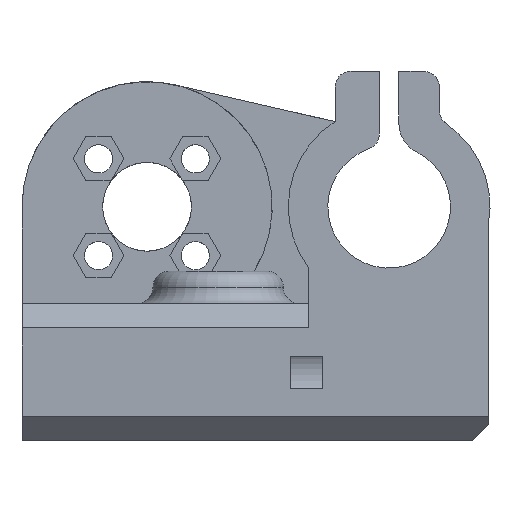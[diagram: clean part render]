
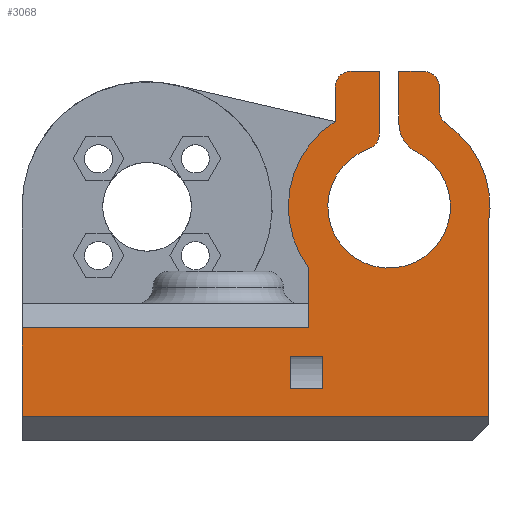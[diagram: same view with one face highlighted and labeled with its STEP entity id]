
A CAD part, front view. The second image highlights one B-rep face of the part: STEP entity #3068.
In plain terms, the highlighted planar face has unit normal (0, -1, 0).
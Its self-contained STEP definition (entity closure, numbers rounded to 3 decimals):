
#42=FACE_BOUND('',#363,.T.);
#81=PLANE('',#3250);
#203=FACE_OUTER_BOUND('',#362,.T.);
#362=EDGE_LOOP('',(#2122,#2123,#2124,#2125,#2126,#2127,#2128,#2129,#2130,
#2131,#2132,#2133,#2134,#2135,#2136,#2137,#2138,#2139,#2140));
#363=EDGE_LOOP('',(#2141,#2142,#2143,#2144));
#562=LINE('',#4389,#908);
#563=LINE('',#4392,#909);
#564=LINE('',#4398,#910);
#565=LINE('',#4402,#911);
#566=LINE('',#4404,#912);
#567=LINE('',#4412,#913);
#568=LINE('',#4414,#914);
#569=LINE('',#4418,#915);
#570=LINE('',#4422,#916);
#571=LINE('',#4424,#917);
#572=LINE('',#4425,#918);
#573=LINE('',#4428,#919);
#574=LINE('',#4430,#920);
#575=LINE('',#4432,#921);
#576=LINE('',#4433,#922);
#908=VECTOR('',#3521,10.);
#909=VECTOR('',#3524,1000.);
#910=VECTOR('',#3529,10.);
#911=VECTOR('',#3532,10.);
#912=VECTOR('',#3533,1000.);
#913=VECTOR('',#3540,1000.);
#914=VECTOR('',#3541,10.);
#915=VECTOR('',#3544,10.);
#916=VECTOR('',#3547,1000.);
#917=VECTOR('',#3548,10.);
#918=VECTOR('',#3549,10.);
#919=VECTOR('',#3550,10.);
#920=VECTOR('',#3551,10.);
#921=VECTOR('',#3552,10.);
#922=VECTOR('',#3553,10.);
#1252=CIRCLE('',#3251,12.5);
#1253=CIRCLE('',#3252,2.);
#1254=CIRCLE('',#3253,2.);
#1255=CIRCLE('',#3254,4.);
#1256=CIRCLE('',#3255,7.6);
#1257=CIRCLE('',#3256,2.);
#1258=CIRCLE('',#3257,2.);
#1259=CIRCLE('',#3258,12.5);
#1346=VERTEX_POINT('',#4380);
#1350=VERTEX_POINT('',#4387);
#1351=VERTEX_POINT('',#4391);
#1352=VERTEX_POINT('',#4393);
#1353=VERTEX_POINT('',#4395);
#1354=VERTEX_POINT('',#4397);
#1355=VERTEX_POINT('',#4399);
#1356=VERTEX_POINT('',#4401);
#1357=VERTEX_POINT('',#4403);
#1358=VERTEX_POINT('',#4405);
#1359=VERTEX_POINT('',#4407);
#1360=VERTEX_POINT('',#4409);
#1361=VERTEX_POINT('',#4411);
#1362=VERTEX_POINT('',#4413);
#1363=VERTEX_POINT('',#4415);
#1364=VERTEX_POINT('',#4417);
#1365=VERTEX_POINT('',#4419);
#1366=VERTEX_POINT('',#4421);
#1367=VERTEX_POINT('',#4423);
#1368=VERTEX_POINT('',#4426);
#1369=VERTEX_POINT('',#4427);
#1370=VERTEX_POINT('',#4429);
#1371=VERTEX_POINT('',#4431);
#1659=EDGE_CURVE('',#1350,#1346,#562,.T.);
#1660=EDGE_CURVE('',#1350,#1351,#563,.T.);
#1661=EDGE_CURVE('',#1351,#1352,#1252,.T.);
#1662=EDGE_CURVE('',#1353,#1352,#1253,.T.);
#1663=EDGE_CURVE('',#1353,#1354,#564,.T.);
#1664=EDGE_CURVE('',#1355,#1354,#1254,.T.);
#1665=EDGE_CURVE('',#1355,#1356,#565,.T.);
#1666=EDGE_CURVE('',#1357,#1356,#566,.T.);
#1667=EDGE_CURVE('',#1358,#1357,#1255,.T.);
#1668=EDGE_CURVE('',#1359,#1358,#1256,.T.);
#1669=EDGE_CURVE('',#1360,#1359,#1257,.T.);
#1670=EDGE_CURVE('',#1361,#1360,#567,.T.);
#1671=EDGE_CURVE('',#1361,#1362,#568,.T.);
#1672=EDGE_CURVE('',#1363,#1362,#1258,.T.);
#1673=EDGE_CURVE('',#1363,#1364,#569,.T.);
#1674=EDGE_CURVE('',#1364,#1365,#1259,.T.);
#1675=EDGE_CURVE('',#1366,#1365,#570,.T.);
#1676=EDGE_CURVE('',#1367,#1366,#571,.T.);
#1677=EDGE_CURVE('',#1367,#1346,#572,.T.);
#1678=EDGE_CURVE('',#1368,#1369,#573,.T.);
#1679=EDGE_CURVE('',#1369,#1370,#574,.T.);
#1680=EDGE_CURVE('',#1370,#1371,#575,.T.);
#1681=EDGE_CURVE('',#1371,#1368,#576,.T.);
#2122=ORIENTED_EDGE('',*,*,#1659,.F.);
#2123=ORIENTED_EDGE('',*,*,#1660,.T.);
#2124=ORIENTED_EDGE('',*,*,#1661,.T.);
#2125=ORIENTED_EDGE('',*,*,#1662,.F.);
#2126=ORIENTED_EDGE('',*,*,#1663,.T.);
#2127=ORIENTED_EDGE('',*,*,#1664,.F.);
#2128=ORIENTED_EDGE('',*,*,#1665,.T.);
#2129=ORIENTED_EDGE('',*,*,#1666,.F.);
#2130=ORIENTED_EDGE('',*,*,#1667,.F.);
#2131=ORIENTED_EDGE('',*,*,#1668,.F.);
#2132=ORIENTED_EDGE('',*,*,#1669,.F.);
#2133=ORIENTED_EDGE('',*,*,#1670,.F.);
#2134=ORIENTED_EDGE('',*,*,#1671,.T.);
#2135=ORIENTED_EDGE('',*,*,#1672,.F.);
#2136=ORIENTED_EDGE('',*,*,#1673,.T.);
#2137=ORIENTED_EDGE('',*,*,#1674,.T.);
#2138=ORIENTED_EDGE('',*,*,#1675,.F.);
#2139=ORIENTED_EDGE('',*,*,#1676,.F.);
#2140=ORIENTED_EDGE('',*,*,#1677,.T.);
#2141=ORIENTED_EDGE('',*,*,#1678,.T.);
#2142=ORIENTED_EDGE('',*,*,#1679,.T.);
#2143=ORIENTED_EDGE('',*,*,#1680,.T.);
#2144=ORIENTED_EDGE('',*,*,#1681,.T.);
#3068=ADVANCED_FACE('',(#203,#42),#81,.F.);
#3250=AXIS2_PLACEMENT_3D('',#4390,#3522,#3523);
#3251=AXIS2_PLACEMENT_3D('',#4394,#3525,#3526);
#3252=AXIS2_PLACEMENT_3D('',#4396,#3527,#3528);
#3253=AXIS2_PLACEMENT_3D('',#4400,#3530,#3531);
#3254=AXIS2_PLACEMENT_3D('',#4406,#3534,#3535);
#3255=AXIS2_PLACEMENT_3D('',#4408,#3536,#3537);
#3256=AXIS2_PLACEMENT_3D('',#4410,#3538,#3539);
#3257=AXIS2_PLACEMENT_3D('',#4416,#3542,#3543);
#3258=AXIS2_PLACEMENT_3D('',#4420,#3545,#3546);
#3521=DIRECTION('',(-1.,0.,0.));
#3522=DIRECTION('center_axis',(0.,1.,0.));
#3523=DIRECTION('ref_axis',(1.,0.,0.));
#3524=DIRECTION('',(0.,0.,1.));
#3525=DIRECTION('center_axis',(0.,-1.,0.));
#3526=DIRECTION('ref_axis',(0.,0.,1.));
#3527=DIRECTION('center_axis',(0.,-1.,0.));
#3528=DIRECTION('ref_axis',(-0.885,0.,-0.466));
#3529=DIRECTION('',(0.,0.,1.));
#3530=DIRECTION('center_axis',(0.,1.,0.));
#3531=DIRECTION('ref_axis',(0.707,0.,0.707));
#3532=DIRECTION('',(-1.,0.,0.));
#3533=DIRECTION('',(0.,0.,1.));
#3534=DIRECTION('center_axis',(0.,1.,0.));
#3535=DIRECTION('ref_axis',(-0.851,0.,-0.525));
#3536=DIRECTION('center_axis',(0.,-1.,0.));
#3537=DIRECTION('ref_axis',(0.,0.,1.));
#3538=DIRECTION('center_axis',(0.,1.,0.));
#3539=DIRECTION('ref_axis',(0.817,0.,-0.577));
#3540=DIRECTION('',(0.,0.,-1.));
#3541=DIRECTION('',(-1.,0.,0.));
#3542=DIRECTION('center_axis',(0.,1.,0.));
#3543=DIRECTION('ref_axis',(-0.707,0.,0.707));
#3544=DIRECTION('',(0.,0.,-1.));
#3545=DIRECTION('center_axis',(0.,-1.,0.));
#3546=DIRECTION('ref_axis',(0.,0.,1.));
#3547=DIRECTION('',(0.,0.,1.));
#3548=DIRECTION('',(1.,0.,0.));
#3549=DIRECTION('',(0.,0.,-1.));
#3550=DIRECTION('',(0.,0.,1.));
#3551=DIRECTION('',(1.,0.,0.));
#3552=DIRECTION('',(0.,0.,-1.));
#3553=DIRECTION('',(-1.,0.,0.));
#4380=CARTESIAN_POINT('',(49.7,-27.,3.));
#4387=CARTESIAN_POINT('',(107.5,-27.,3.));
#4389=CARTESIAN_POINT('',(97.35,-27.,3.));
#4390=CARTESIAN_POINT('Origin',(86.7,-27.,0.));
#4391=CARTESIAN_POINT('',(107.5,-27.,26.773));
#4392=CARTESIAN_POINT('',(107.5,-27.,0.));
#4393=CARTESIAN_POINT('',(102.281,-27.,39.301));
#4394=CARTESIAN_POINT('Origin',(95.2,-27.,29.));
#4395=CARTESIAN_POINT('',(101.414,-27.,40.949));
#4396=CARTESIAN_POINT('Origin',(103.414,-27.,40.949));
#4397=CARTESIAN_POINT('',(101.414,-27.,43.808));
#4398=CARTESIAN_POINT('',(101.414,-27.,50.909));
#4399=CARTESIAN_POINT('',(99.414,-27.,45.808));
#4400=CARTESIAN_POINT('Origin',(99.414,-27.,43.808));
#4401=CARTESIAN_POINT('',(96.403,-27.,45.808));
#4402=CARTESIAN_POINT('',(87.599,-27.,45.808));
#4403=CARTESIAN_POINT('',(96.403,-27.,39.368));
#4404=CARTESIAN_POINT('',(96.403,-27.,0.));
#4405=CARTESIAN_POINT('',(98.609,-27.,35.793));
#4406=CARTESIAN_POINT('Origin',(100.403,-27.,39.368));
#4407=CARTESIAN_POINT('',(92.665,-27.,36.165));
#4408=CARTESIAN_POINT('Origin',(95.2,-27.,29.));
#4409=CARTESIAN_POINT('',(93.997,-27.,38.05));
#4410=CARTESIAN_POINT('Origin',(91.997,-27.,38.05));
#4411=CARTESIAN_POINT('',(93.997,-27.,45.808));
#4412=CARTESIAN_POINT('',(93.997,-27.,0.));
#4413=CARTESIAN_POINT('',(90.497,-27.,45.808));
#4414=CARTESIAN_POINT('',(87.599,-27.,45.808));
#4415=CARTESIAN_POINT('',(88.497,-27.,43.808));
#4416=CARTESIAN_POINT('Origin',(90.497,-27.,43.808));
#4417=CARTESIAN_POINT('',(88.497,-27.,39.551));
#4418=CARTESIAN_POINT('',(88.497,-27.,50.909));
#4419=CARTESIAN_POINT('',(85.2,-27.,21.5));
#4420=CARTESIAN_POINT('Origin',(95.2,-27.,29.));
#4421=CARTESIAN_POINT('',(85.2,-27.,14.));
#4422=CARTESIAN_POINT('',(85.2,-27.,20.07));
#4423=CARTESIAN_POINT('',(49.7,-27.,14.));
#4424=CARTESIAN_POINT('',(97.35,-27.,14.));
#4425=CARTESIAN_POINT('',(49.7,-27.,8.5));
#4426=CARTESIAN_POINT('',(83.,-27.,6.5));
#4427=CARTESIAN_POINT('',(83.,-27.,10.5));
#4428=CARTESIAN_POINT('',(83.,-27.,3.25));
#4429=CARTESIAN_POINT('',(87.,-27.,10.5));
#4430=CARTESIAN_POINT('',(84.85,-27.,10.5));
#4431=CARTESIAN_POINT('',(87.,-27.,6.5));
#4432=CARTESIAN_POINT('',(87.,-27.,5.25));
#4433=CARTESIAN_POINT('',(86.85,-27.,6.5));
